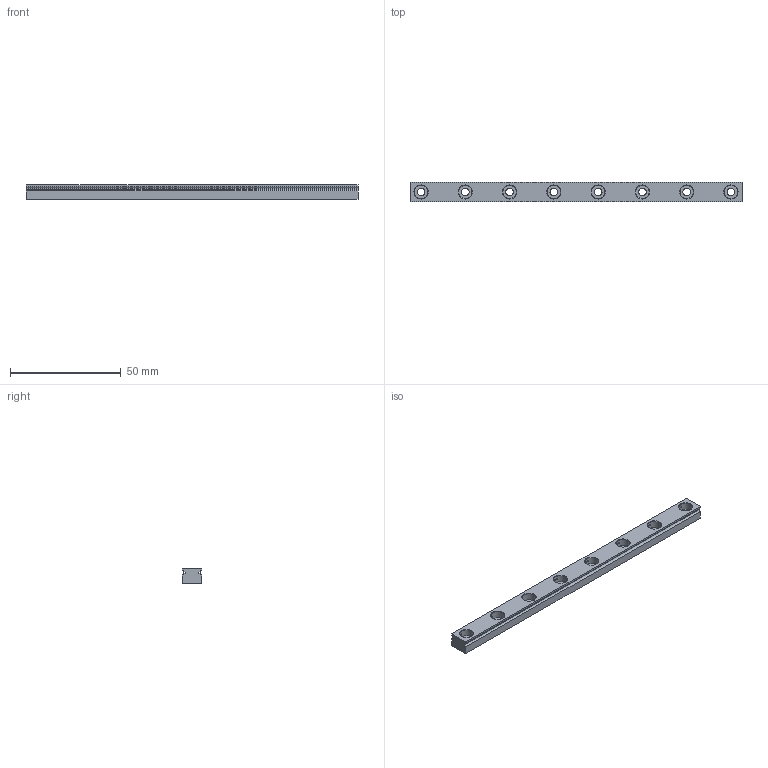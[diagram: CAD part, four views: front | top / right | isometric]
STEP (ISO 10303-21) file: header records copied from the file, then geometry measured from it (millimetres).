
FILE_DESCRIPTION(('FreeCAD Model'),'2;1');
FILE_NAME('Open CASCADE Shape Model','2024-09-09T18:30:51',(''),(''), 'Open CASCADE STEP processor 7.7','FreeCAD','Unknown');
FILE_SCHEMA(('AUTOMOTIVE_DESIGN { 1 0 10303 214 1 1 1 1 }'));
Length unit declared in the file: millimetre
Products named in the file (1): Hiwin rail MGN9R
Bounding box: 150 x 9 x 6.5 mm (x, y, z)
Volume: 7266.2 mm3; surface area: 5964.8 mm2
Topology: 1 solids, 1 shells, 50 faces, 112 edges, 72 vertices
Faces by surface type: plane 22, cylinder 20, cone 8
Full cylindrical faces by diameter (mm): 3.5 x8, 6 x8
Entity records: 1454 total; most frequent: DIRECTION 262, CARTESIAN_POINT 235, ORIENTED_EDGE 224, EDGE_CURVE 112, AXIS2_PLACEMENT_3D 99, FACE_BOUND 74, EDGE_LOOP 74, VERTEX_POINT 72
